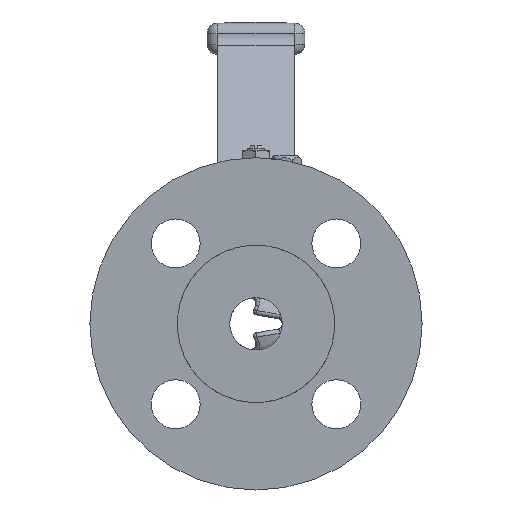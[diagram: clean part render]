
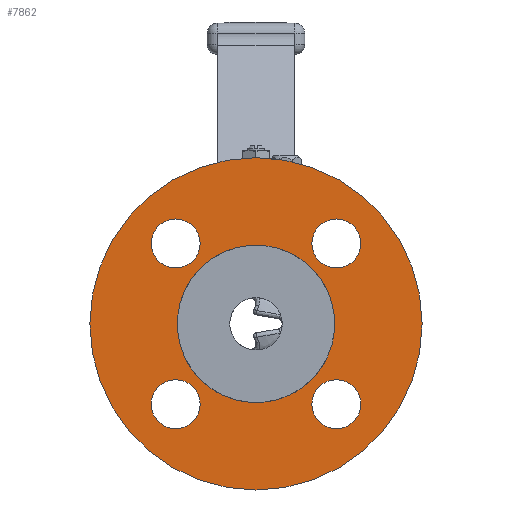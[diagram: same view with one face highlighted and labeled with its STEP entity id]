
A CAD part, front view. The second image highlights one B-rep face of the part: STEP entity #7862.
In plain terms, the highlighted face is planar.
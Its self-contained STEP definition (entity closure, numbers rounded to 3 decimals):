
#7862=ADVANCED_FACE('',(#14751,#14753,#14755,#14757,#14759,#14761),#14763,.T.);
#14751=FACE_BOUND('',#14752,.T.);
#14752=EDGE_LOOP('',(#18130));
#14753=FACE_BOUND('',#14754,.T.);
#14754=EDGE_LOOP('',(#18131));
#14755=FACE_BOUND('',#14756,.T.);
#14756=EDGE_LOOP('',(#18132));
#14757=FACE_BOUND('',#14758,.T.);
#14758=EDGE_LOOP('',(#18133));
#14759=FACE_BOUND('',#14760,.T.);
#14760=EDGE_LOOP('',(#18134));
#14761=FACE_BOUND('',#14762,.T.);
#14762=EDGE_LOOP('',(#18135));
#14763=PLANE('',#14764);
#14764=AXIS2_PLACEMENT_3D('',#14765,#14766,#14767);
#14765=CARTESIAN_POINT('',(0.,0.,16.));
#14766=DIRECTION('',(0.,0.,1.));
#14767=DIRECTION('',(1.,0.,0.));
#18130=ORIENTED_EDGE('',*,*,#19775,.T.);
#18131=ORIENTED_EDGE('',*,*,#19776,.T.);
#18132=ORIENTED_EDGE('',*,*,#19777,.T.);
#18133=ORIENTED_EDGE('',*,*,#19778,.T.);
#18134=ORIENTED_EDGE('',*,*,#19779,.T.);
#18135=ORIENTED_EDGE('',*,*,#19780,.T.);
#19775=EDGE_CURVE('',#22525,#22525,#22526,.T.);
#19776=EDGE_CURVE('',#22527,#22527,#22528,.F.);
#19777=EDGE_CURVE('',#22529,#22529,#22530,.F.);
#19778=EDGE_CURVE('',#22531,#22531,#22532,.F.);
#19779=EDGE_CURVE('',#22533,#22533,#22534,.F.);
#19780=EDGE_CURVE('',#22535,#22535,#22536,.F.);
#22525=VERTEX_POINT('',#31205);
#22526=CIRCLE('',#31206,47.5);
#22527=VERTEX_POINT('',#31210);
#22528=CIRCLE('',#31211,7.);
#22529=VERTEX_POINT('',#31215);
#22530=CIRCLE('',#31216,7.);
#22531=VERTEX_POINT('',#31220);
#22532=CIRCLE('',#31221,7.);
#22533=VERTEX_POINT('',#31225);
#22534=CIRCLE('',#31226,7.);
#22535=VERTEX_POINT('',#31230);
#22536=CIRCLE('',#31231,22.5);
#31205=CARTESIAN_POINT('',(47.5,0.,16.));
#31206=AXIS2_PLACEMENT_3D('',#31207,#31208,#31209);
#31207=CARTESIAN_POINT('',(0.,0.,16.));
#31208=DIRECTION('',(0.,0.,1.));
#31209=DIRECTION('',(1.,0.,0.));
#31210=CARTESIAN_POINT('',(29.981,22.981,16.));
#31211=AXIS2_PLACEMENT_3D('',#31212,#31213,#31214);
#31212=CARTESIAN_POINT('',(22.981,22.981,16.));
#31213=DIRECTION('',(0.,0.,1.));
#31214=DIRECTION('',(1.,0.,0.));
#31215=CARTESIAN_POINT('',(-15.981,22.981,16.));
#31216=AXIS2_PLACEMENT_3D('',#31217,#31218,#31219);
#31217=CARTESIAN_POINT('',(-22.981,22.981,16.));
#31218=DIRECTION('',(0.,0.,1.));
#31219=DIRECTION('',(1.,0.,0.));
#31220=CARTESIAN_POINT('',(-15.981,-22.981,16.));
#31221=AXIS2_PLACEMENT_3D('',#31222,#31223,#31224);
#31222=CARTESIAN_POINT('',(-22.981,-22.981,16.));
#31223=DIRECTION('',(0.,0.,1.));
#31224=DIRECTION('',(1.,0.,0.));
#31225=CARTESIAN_POINT('',(29.981,-22.981,16.));
#31226=AXIS2_PLACEMENT_3D('',#31227,#31228,#31229);
#31227=CARTESIAN_POINT('',(22.981,-22.981,16.));
#31228=DIRECTION('',(0.,0.,1.));
#31229=DIRECTION('',(1.,0.,0.));
#31230=CARTESIAN_POINT('',(22.5,0.,16.));
#31231=AXIS2_PLACEMENT_3D('',#31232,#31233,#31234);
#31232=CARTESIAN_POINT('',(0.,0.,16.));
#31233=DIRECTION('',(0.,0.,1.));
#31234=DIRECTION('',(1.,0.,0.));
